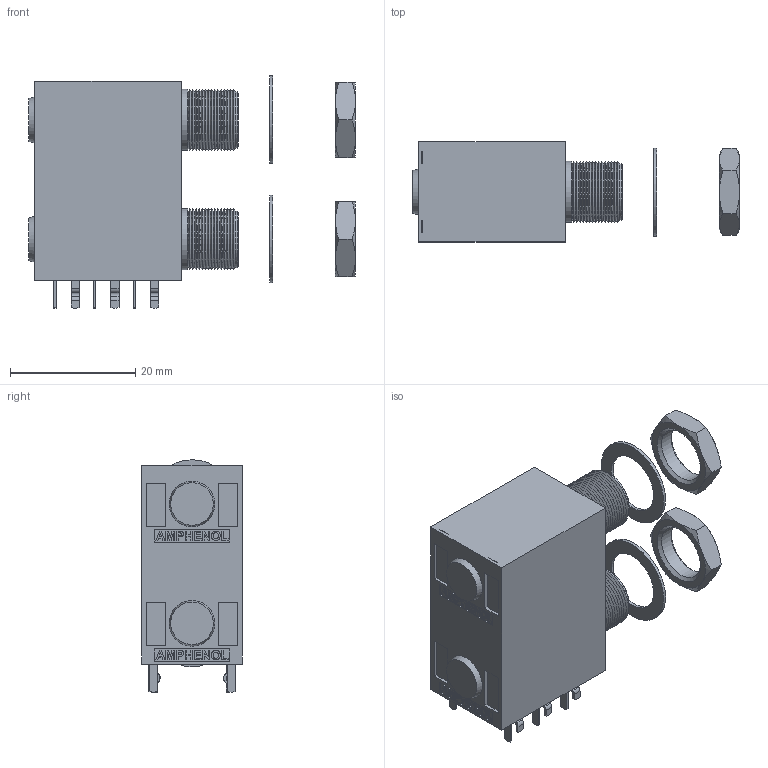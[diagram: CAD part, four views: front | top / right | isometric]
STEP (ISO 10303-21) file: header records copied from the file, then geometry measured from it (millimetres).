
FILE_DESCRIPTION(/* description */ (''),/* implementation_level */ '2;1');
FILE_NAME(/* name */ 'ACJS-MHDM.stp',/* time_stamp */ '2026-03-19T14:39:48+11:00',/* author */ ('minh'),/* organization */ (''),/* preprocessor_version */ 'ST-DEVELOPER v19.2',/* originating_system */ 'Autodesk Inventor 2023',/* authorisation */ '');
FILE_SCHEMA (('AUTOMOTIVE_DESIGN { 1 0 10303 214 3 1 1 }'));
Length unit declared in the file: inch
Products named in the file (1): ACJS-MHDM simplified
Bounding box: 52.2 x 16 x 37.12 mm (x, y, z)
Volume: 13048.7 mm3; surface area: 5911.8 mm2
Topology: 5 solids, 5 shells, 536 faces, 1352 edges, 870 vertices
Faces by surface type: plane 318, cone 96, bspline 62, cylinder 60
Full cylindrical faces by diameter (mm): 6.5 x2, 8.8 x2, 9 x2, 9.6 x2, 9.75 x2, 14 x2
Entity records: 16800 total; most frequent: CARTESIAN_POINT 3661, ORIENTED_EDGE 2704, DIRECTION 2348, EDGE_CURVE 1352, LINE 962, VECTOR 962, VERTEX_POINT 870, AXIS2_PLACEMENT_3D 693
